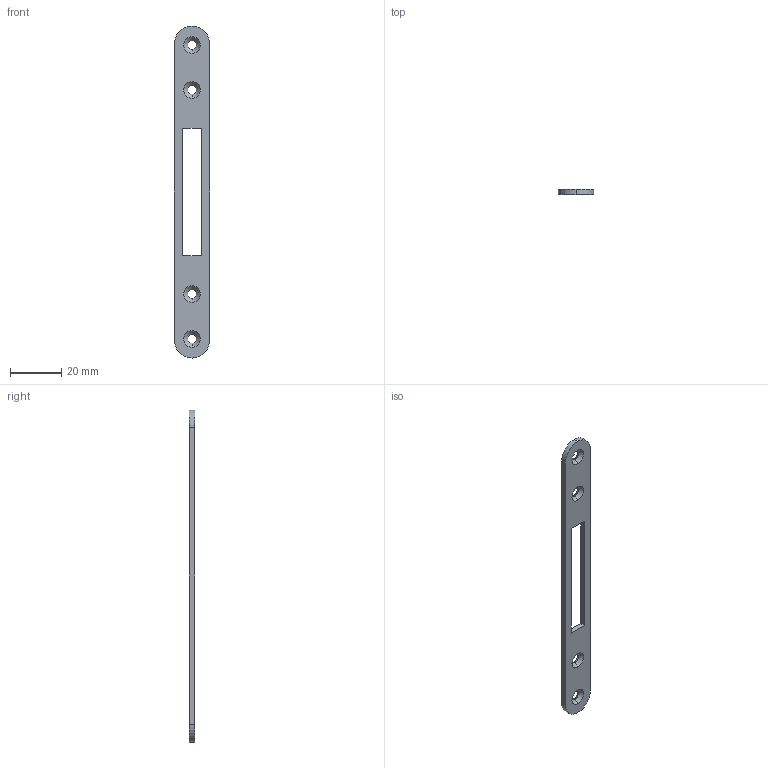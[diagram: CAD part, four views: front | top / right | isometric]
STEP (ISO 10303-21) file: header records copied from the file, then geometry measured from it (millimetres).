
FILE_DESCRIPTION (( 'STEP AP203' ), '1' );
FILE_NAME ('LED-B-00-V2A.STEP', '2021-05-10T07:05:00', ( '' ), ( '' ), 'SwSTEP 2.0', 'SolidWorks 2018', '' );
FILE_SCHEMA (( 'CONFIG_CONTROL_DESIGN' ));
Length unit declared in the file: millimetre
Products named in the file (2): LED-B-00-V2A
Bounding box: 13.8 x 2 x 130 mm (x, y, z)
Volume: 2644.1 mm3; surface area: 3553.9 mm2
Topology: 1 solids, 1 shells, 268 faces, 703 edges, 466 vertices
Faces by surface type: plane 160, bspline 88, cylinder 12, cone 8
Entity records: 13294 total; most frequent: CARTESIAN_POINT 7079, ORIENTED_EDGE 1406, DIRECTION 923, EDGE_CURVE 703, LINE 495, VECTOR 495, VERTEX_POINT 466, EDGE_LOOP 307
